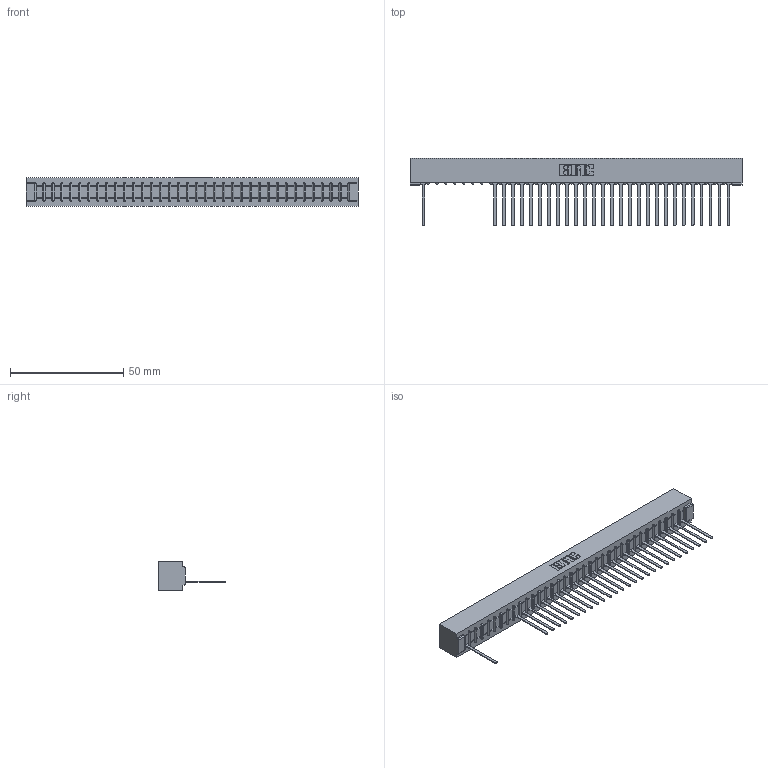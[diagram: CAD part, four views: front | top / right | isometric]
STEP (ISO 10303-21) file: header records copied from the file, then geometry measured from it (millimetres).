
FILE_DESCRIPTION (( 'STEP AP203' ), '1' );
FILE_NAME ('307-035-545-101.STEP', '2018-08-05T07:05:30', ( '' ), ( '' ), 'SwSTEP 2.0', 'SolidWorks 2016', '' );
FILE_SCHEMA (( 'CONFIG_CONTROL_DESIGN' ));
Length unit declared in the file: inch
Products named in the file (3): 307 Part_No Mounting Lugs; 307-290-001_545; 307-035-545-101
Assembly tree (29 placements, depth 2):
  307-035-545-101
    307 Part_No Mounting Lugs
    307-290-001_545  x28
Bounding box: 146.56 x 30 x 12.7 mm (x, y, z)
Volume: 15696.5 mm3; surface area: 16751.2 mm2
Topology: 29 solids, 29 shells, 1854 faces, 5283 edges, 3386 vertices
Faces by surface type: plane 1186, cylinder 596, sphere 72
Entity records: 30334 total; most frequent: CARTESIAN_POINT 5137, ORIENTED_EDGE 5130, DIRECTION 4991, EDGE_CURVE 2565, LINE 1967, VECTOR 1967, VERTEX_POINT 1658, AXIS2_PLACEMENT_3D 1512
